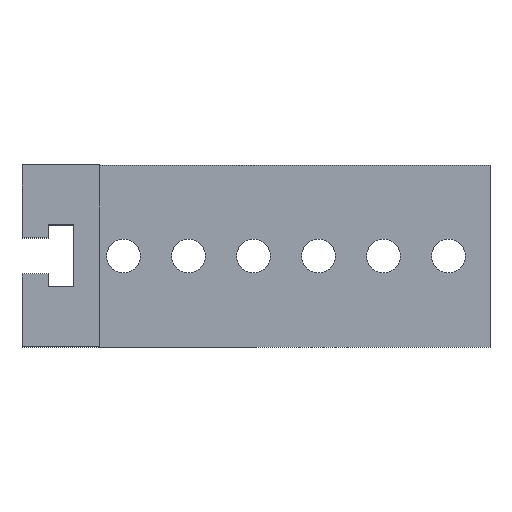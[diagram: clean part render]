
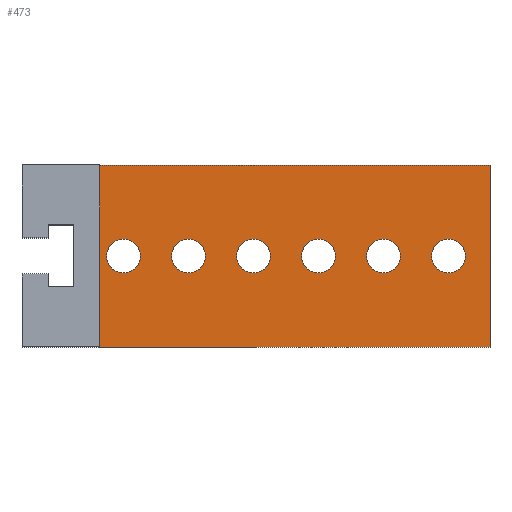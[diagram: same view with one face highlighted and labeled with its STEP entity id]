
A CAD part, top view. The second image highlights one B-rep face of the part: STEP entity #473.
In plain terms, the highlighted planar face has unit normal (0, 0, 1).
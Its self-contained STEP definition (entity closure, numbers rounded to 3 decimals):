
#379=VERTEX_POINT('',#1005);
#391=VERTEX_POINT('',#1017);
#393=EDGE_CURVE('',#599,#573,#1019,.T.);
#401=EDGE_CURVE('',#765,#505,#1028,.T.);
#421=EDGE_CURVE('',#875,#535,#1050,.T.);
#437=EDGE_CURVE('',#379,#791,#1067,.T.);
#439=EDGE_CURVE('',#379,#599,#1069,.T.);
#473=ADVANCED_FACE('',(#1112,#1113,#1114,#1115,#1116,#1117,#1118),#1119,.T.);
#505=VERTEX_POINT('',#1154);
#525=EDGE_CURVE('',#723,#391,#1174,.T.);
#531=EDGE_CURVE('',#573,#791,#1180,.T.);
#535=VERTEX_POINT('',#1184);
#573=VERTEX_POINT('',#1230);
#575=EDGE_CURVE('',#809,#619,#1232,.T.);
#597=VERTEX_POINT('',#1261);
#599=VERTEX_POINT('',#1263);
#619=VERTEX_POINT('',#1284);
#661=VERTEX_POINT('',#1328);
#697=EDGE_CURVE('',#709,#753,#1366,.T.);
#709=VERTEX_POINT('',#1379);
#723=VERTEX_POINT('',#1395);
#753=VERTEX_POINT('',#1427);
#765=VERTEX_POINT('',#1442);
#791=VERTEX_POINT('',#1469);
#809=VERTEX_POINT('',#1488);
#819=EDGE_CURVE('',#619,#809,#1498,.T.);
#821=EDGE_CURVE('',#661,#597,#1500,.T.);
#835=EDGE_CURVE('',#535,#875,#1516,.T.);
#863=EDGE_CURVE('',#597,#661,#1546,.T.);
#875=VERTEX_POINT('',#1562);
#889=EDGE_CURVE('',#391,#723,#1576,.T.);
#893=EDGE_CURVE('',#505,#765,#1580,.T.);
#923=EDGE_CURVE('',#753,#709,#1612,.T.);
#1005=CARTESIAN_POINT('',(180.0,35.0,30.0));
#1017=CARTESIAN_POINT('',(57.5,0.,30.0));
#1019=LINE('',#1725,#1726);
#1028=CIRCLE('',#1736,6.5);
#1050=CIRCLE('',#1766,6.5);
#1067=LINE('',#1791,#1792);
#1069=LINE('',#1795,#1796);
#1112=FACE_OUTER_BOUND('',#1853,.T.);
#1113=FACE_BOUND('',#1854,.T.);
#1114=FACE_BOUND('',#1855,.T.);
#1115=FACE_BOUND('',#1856,.T.);
#1116=FACE_BOUND('',#1857,.T.);
#1117=FACE_BOUND('',#1858,.T.);
#1118=FACE_BOUND('',#1859,.T.);
#1119=PLANE('',#1860);
#1154=CARTESIAN_POINT('',(145.5,0.,30.0));
#1174=CIRCLE('',#1942,6.5);
#1180=LINE('',#1950,#1951);
#1184=CARTESIAN_POINT('',(95.5,0.,30.0));
#1230=CARTESIAN_POINT('',(30.0,-35.0,30.0));
#1232=CIRCLE('',#2016,6.5);
#1261=CARTESIAN_POINT('',(157.5,0.,30.0));
#1263=CARTESIAN_POINT('',(30.0,35.0,30.0));
#1284=CARTESIAN_POINT('',(120.5,0.,30.0));
#1328=CARTESIAN_POINT('',(170.5,0.,30.0));
#1366=CIRCLE('',#2206,6.5);
#1379=CARTESIAN_POINT('',(32.5,0.,30.0));
#1395=CARTESIAN_POINT('',(70.5,0.,30.0));
#1427=CARTESIAN_POINT('',(45.5,0.,30.0));
#1442=CARTESIAN_POINT('',(132.5,0.,30.0));
#1469=CARTESIAN_POINT('',(180.0,-35.0,30.0));
#1488=CARTESIAN_POINT('',(107.5,0.,30.0));
#1498=CIRCLE('',#2389,6.5);
#1500=CIRCLE('',#2392,6.5);
#1516=CIRCLE('',#2413,6.5);
#1546=CIRCLE('',#2455,6.5);
#1562=CARTESIAN_POINT('',(82.5,0.,30.0));
#1576=CIRCLE('',#2495,6.5);
#1580=CIRCLE('',#2500,6.5);
#1612=CIRCLE('',#2546,6.5);
#1725=CARTESIAN_POINT('',(30.0,0.,30.0));
#1726=VECTOR('',#2622,1.0);
#1736=AXIS2_PLACEMENT_3D('',#2635,#2636,#2637);
#1766=AXIS2_PLACEMENT_3D('',#2667,#2668,#2669);
#1791=CARTESIAN_POINT('',(180.0,0.,30.0));
#1792=VECTOR('',#2692,1.0);
#1795=CARTESIAN_POINT('',(180.0,35.0,30.0));
#1796=VECTOR('',#2693,1.0);
#1853=EDGE_LOOP('',(#2743,#2744,#2745,#2746));
#1854=EDGE_LOOP('',(#2747,#2748));
#1855=EDGE_LOOP('',(#2749,#2750));
#1856=EDGE_LOOP('',(#2751,#2752));
#1857=EDGE_LOOP('',(#2753,#2754));
#1858=EDGE_LOOP('',(#2755,#2756));
#1859=EDGE_LOOP('',(#2757,#2758));
#1860=AXIS2_PLACEMENT_3D('',#2759,#2760,#2761);
#1942=AXIS2_PLACEMENT_3D('',#2799,#2800,#2801);
#1950=CARTESIAN_POINT('',(180.0,-35.0,30.0));
#1951=VECTOR('',#2805,1.0);
#2016=AXIS2_PLACEMENT_3D('',#2884,#2885,#2886);
#2206=AXIS2_PLACEMENT_3D('',#3029,#3030,#3031);
#2389=AXIS2_PLACEMENT_3D('',#3156,#3157,#3158);
#2392=AXIS2_PLACEMENT_3D('',#3159,#3160,#3161);
#2413=AXIS2_PLACEMENT_3D('',#3190,#3191,#3192);
#2455=AXIS2_PLACEMENT_3D('',#3222,#3223,#3224);
#2495=AXIS2_PLACEMENT_3D('',#3249,#3250,#3251);
#2500=AXIS2_PLACEMENT_3D('',#3252,#3253,#3254);
#2546=AXIS2_PLACEMENT_3D('',#3280,#3281,#3282);
#2622=DIRECTION('',(0.0,-1.0,0.));
#2635=CARTESIAN_POINT('',(139.0,0.,30.0));
#2636=DIRECTION('',(0.0,0.,-1.0));
#2637=DIRECTION('',(1.0,0.0,0.0));
#2667=CARTESIAN_POINT('',(89.0,0.,30.0));
#2668=DIRECTION('',(0.0,0.,-1.0));
#2669=DIRECTION('',(1.0,0.0,0.0));
#2692=DIRECTION('',(0.0,-1.0,0.));
#2693=DIRECTION('',(-1.0,0.0,0.0));
#2743=ORIENTED_EDGE('',*,*,#393,.T.);
#2744=ORIENTED_EDGE('',*,*,#531,.T.);
#2745=ORIENTED_EDGE('',*,*,#437,.F.);
#2746=ORIENTED_EDGE('',*,*,#439,.T.);
#2747=ORIENTED_EDGE('',*,*,#821,.T.);
#2748=ORIENTED_EDGE('',*,*,#863,.T.);
#2749=ORIENTED_EDGE('',*,*,#819,.T.);
#2750=ORIENTED_EDGE('',*,*,#575,.T.);
#2751=ORIENTED_EDGE('',*,*,#401,.T.);
#2752=ORIENTED_EDGE('',*,*,#893,.T.);
#2753=ORIENTED_EDGE('',*,*,#525,.T.);
#2754=ORIENTED_EDGE('',*,*,#889,.T.);
#2755=ORIENTED_EDGE('',*,*,#421,.T.);
#2756=ORIENTED_EDGE('',*,*,#835,.T.);
#2757=ORIENTED_EDGE('',*,*,#697,.T.);
#2758=ORIENTED_EDGE('',*,*,#923,.T.);
#2759=CARTESIAN_POINT('',(30.0,0.,30.0));
#2760=DIRECTION('',(0.0,0.,1.0));
#2761=DIRECTION('',(0.0,-1.0,0.));
#2799=CARTESIAN_POINT('',(64.0,0.,30.0));
#2800=DIRECTION('',(0.0,0.,-1.0));
#2801=DIRECTION('',(1.0,0.0,0.0));
#2805=DIRECTION('',(1.0,0.0,0.0));
#2884=CARTESIAN_POINT('',(114.0,0.,30.0));
#2885=DIRECTION('',(0.0,0.,-1.0));
#2886=DIRECTION('',(1.0,0.0,0.0));
#3029=CARTESIAN_POINT('',(39.0,0.,30.0));
#3030=DIRECTION('',(0.0,0.,-1.0));
#3031=DIRECTION('',(1.0,0.0,0.0));
#3156=CARTESIAN_POINT('',(114.0,0.,30.0));
#3157=DIRECTION('',(0.0,0.,-1.0));
#3158=DIRECTION('',(1.0,0.0,0.0));
#3159=CARTESIAN_POINT('',(164.0,0.,30.0));
#3160=DIRECTION('',(0.0,0.,-1.0));
#3161=DIRECTION('',(1.0,0.0,0.0));
#3190=CARTESIAN_POINT('',(89.0,0.,30.0));
#3191=DIRECTION('',(0.0,0.,-1.0));
#3192=DIRECTION('',(1.0,0.0,0.0));
#3222=CARTESIAN_POINT('',(164.0,0.,30.0));
#3223=DIRECTION('',(0.0,0.,-1.0));
#3224=DIRECTION('',(1.0,0.0,0.0));
#3249=CARTESIAN_POINT('',(64.0,0.,30.0));
#3250=DIRECTION('',(0.0,0.,-1.0));
#3251=DIRECTION('',(1.0,0.0,0.0));
#3252=CARTESIAN_POINT('',(139.0,0.,30.0));
#3253=DIRECTION('',(0.0,0.,-1.0));
#3254=DIRECTION('',(1.0,0.0,0.0));
#3280=CARTESIAN_POINT('',(39.0,0.,30.0));
#3281=DIRECTION('',(0.0,0.,-1.0));
#3282=DIRECTION('',(1.0,0.0,0.0));
